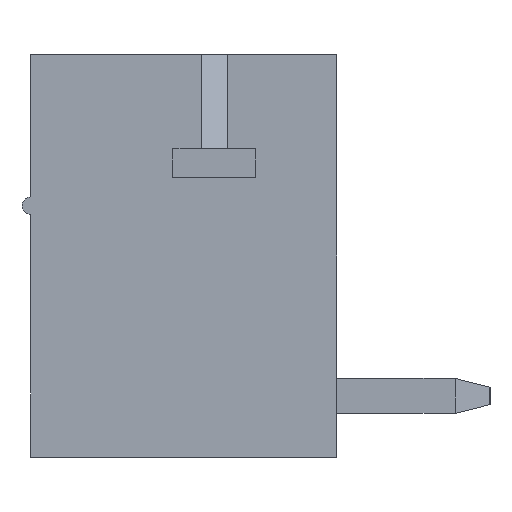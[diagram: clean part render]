
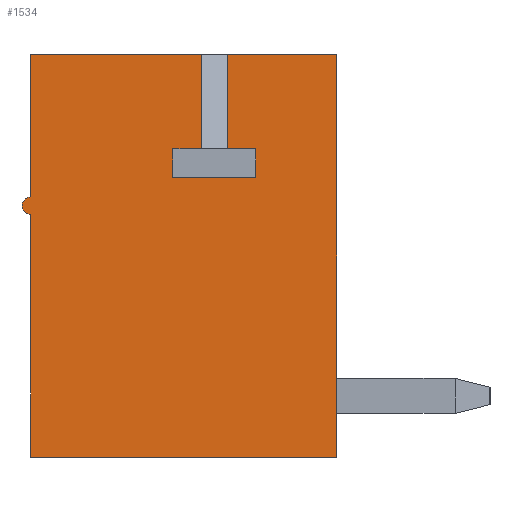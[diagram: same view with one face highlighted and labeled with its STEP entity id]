
A CAD part, left-side view. The second image highlights one B-rep face of the part: STEP entity #1534.
In plain terms, the highlighted planar face has unit normal (-1, 0, 0).
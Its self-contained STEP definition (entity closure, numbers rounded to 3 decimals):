
#1534 = ADVANCED_FACE( '', ( #3181 ), #3182, .F. );
#3181 = FACE_OUTER_BOUND( '', #4950, .T. );
#3182 = PLANE( '', #4951 );
#4950 = EDGE_LOOP( '', ( #9390, #9391, #9392, #9393, #9394, #9395, #9396, #9397, #9398, #9399, #9400, #9401, #9402, #9403 ) );
#4951 = AXIS2_PLACEMENT_3D( '', #9404, #9405, #9406 );
#9390 = ORIENTED_EDGE( '', *, *, #11722, .T. );
#9391 = ORIENTED_EDGE( '', *, *, #11328, .T. );
#9392 = ORIENTED_EDGE( '', *, *, #12060, .F. );
#9393 = ORIENTED_EDGE( '', *, *, #11462, .T. );
#9394 = ORIENTED_EDGE( '', *, *, #12321, .T. );
#9395 = ORIENTED_EDGE( '', *, *, #11301, .T. );
#9396 = ORIENTED_EDGE( '', *, *, #12435, .F. );
#9397 = ORIENTED_EDGE( '', *, *, #12367, .F. );
#9398 = ORIENTED_EDGE( '', *, *, #12055, .F. );
#9399 = ORIENTED_EDGE( '', *, *, #12792, .T. );
#9400 = ORIENTED_EDGE( '', *, *, #12411, .T. );
#9401 = ORIENTED_EDGE( '', *, *, #11464, .T. );
#9402 = ORIENTED_EDGE( '', *, *, #12590, .T. );
#9403 = ORIENTED_EDGE( '', *, *, #12793, .T. );
#9404 = CARTESIAN_POINT( '', ( -23.455, 0., 0. ) );
#9405 = DIRECTION( '', ( 1., 0., 0. ) );
#9406 = DIRECTION( '', ( 0., 0., -1. ) );
#11301 = EDGE_CURVE( '', #13763, #13768, #13770, .T. );
#11328 = EDGE_CURVE( '', #13811, #13813, #13815, .T. );
#11462 = EDGE_CURVE( '', #14032, #14037, #14039, .T. );
#11464 = EDGE_CURVE( '', #14041, #14042, #14043, .T. );
#11722 = EDGE_CURVE( '', #14479, #13811, #14480, .T. );
#12055 = EDGE_CURVE( '', #14076, #15008, #15009, .T. );
#12060 = EDGE_CURVE( '', #14032, #13813, #15017, .T. );
#12321 = EDGE_CURVE( '', #14037, #13763, #15387, .F. );
#12367 = EDGE_CURVE( '', #15008, #15461, #15462, .T. );
#12411 = EDGE_CURVE( '', #15526, #14041, #15527, .T. );
#12435 = EDGE_CURVE( '', #15461, #13768, #15556, .T. );
#12590 = EDGE_CURVE( '', #14042, #15754, #15755, .T. );
#12792 = EDGE_CURVE( '', #14076, #15526, #16004, .T. );
#12793 = EDGE_CURVE( '', #15754, #14479, #16005, .T. );
#13763 = VERTEX_POINT( '', #17296 );
#13768 = VERTEX_POINT( '', #17303 );
#13770 = LINE( '', #17306, #17307 );
#13811 = VERTEX_POINT( '', #17364 );
#13813 = VERTEX_POINT( '', #17367 );
#13815 = LINE( '', #17370, #17371 );
#14032 = VERTEX_POINT( '', #17684 );
#14037 = VERTEX_POINT( '', #17691 );
#14039 = LINE( '', #17694, #17695 );
#14041 = VERTEX_POINT( '', #17697 );
#14042 = VERTEX_POINT( '', #17698 );
#14043 = LINE( '', #17699, #17700 );
#14076 = VERTEX_POINT( '', #17746 );
#14479 = VERTEX_POINT( '', #18331 );
#14480 = LINE( '', #18332, #18333 );
#15008 = VERTEX_POINT( '', #19131 );
#15009 = LINE( '', #19132, #19133 );
#15017 = LINE( '', #19145, #19146 );
#15387 = CIRCLE( '', #19698, 0.2 );
#15461 = VERTEX_POINT( '', #19814 );
#15462 = LINE( '', #19815, #19816 );
#15526 = VERTEX_POINT( '', #19912 );
#15527 = LINE( '', #19913, #19914 );
#15556 = LINE( '', #19958, #19959 );
#15754 = VERTEX_POINT( '', #20265 );
#15755 = LINE( '', #20266, #20267 );
#16004 = LINE( '', #20633, #20634 );
#16005 = LINE( '', #20635, #20636 );
#17296 = CARTESIAN_POINT( '', ( -23.455, 3.4, 0.95 ) );
#17303 = CARTESIAN_POINT( '', ( -23.455, 3.4, -4.6 ) );
#17306 = CARTESIAN_POINT( '', ( -23.455, 3.4, 0. ) );
#17307 = VECTOR( '', #21407, 1000. );
#17364 = CARTESIAN_POINT( '', ( -23.455, -0.5, 2.45 ) );
#17367 = CARTESIAN_POINT( '', ( -23.455, -0.5, 4.6 ) );
#17370 = CARTESIAN_POINT( '', ( -23.455, -0.5, 2.45 ) );
#17371 = VECTOR( '', #21432, 1000. );
#17684 = CARTESIAN_POINT( '', ( -23.455, 3.4, 4.6 ) );
#17691 = CARTESIAN_POINT( '', ( -23.455, 3.4, 1.35 ) );
#17694 = CARTESIAN_POINT( '', ( -23.455, 3.4, 0. ) );
#17695 = VECTOR( '', #21559, 1000. );
#17697 = CARTESIAN_POINT( '', ( -23.455, -1.75, 2.45 ) );
#17698 = CARTESIAN_POINT( '', ( -23.455, -1.75, 1.8 ) );
#17699 = CARTESIAN_POINT( '', ( -23.455, -1.75, 2.45 ) );
#17700 = VECTOR( '', #21560, 1000. );
#17746 = CARTESIAN_POINT( '', ( -23.455, -1.1, 4.6 ) );
#18331 = CARTESIAN_POINT( '', ( -23.455, 0.15, 2.45 ) );
#18332 = CARTESIAN_POINT( '', ( -23.455, 0.15, 2.45 ) );
#18333 = VECTOR( '', #21798, 1000. );
#19131 = CARTESIAN_POINT( '', ( -23.455, -3.6, 4.6 ) );
#19132 = CARTESIAN_POINT( '', ( -23.455, 3.6, 4.6 ) );
#19133 = VECTOR( '', #22111, 1000. );
#19145 = CARTESIAN_POINT( '', ( -23.455, 3.6, 4.6 ) );
#19146 = VECTOR( '', #22116, 1000. );
#19698 = AXIS2_PLACEMENT_3D( '', #22326, #22327, #22328 );
#19814 = CARTESIAN_POINT( '', ( -23.455, -3.6, -4.6 ) );
#19815 = CARTESIAN_POINT( '', ( -23.455, -3.6, 4.6 ) );
#19816 = VECTOR( '', #22371, 1000. );
#19912 = CARTESIAN_POINT( '', ( -23.455, -1.1, 2.45 ) );
#19913 = CARTESIAN_POINT( '', ( -23.455, -1.1, 2.45 ) );
#19914 = VECTOR( '', #22404, 1000. );
#19958 = CARTESIAN_POINT( '', ( -23.455, -3.6, -4.6 ) );
#19959 = VECTOR( '', #22420, 1000. );
#20265 = CARTESIAN_POINT( '', ( -23.455, 0.15, 1.8 ) );
#20266 = CARTESIAN_POINT( '', ( -23.455, -1.75, 1.8 ) );
#20267 = VECTOR( '', #22544, 1000. );
#20633 = CARTESIAN_POINT( '', ( -23.455, -1.1, 4.6 ) );
#20634 = VECTOR( '', #22686, 1000. );
#20635 = CARTESIAN_POINT( '', ( -23.455, 0.15, 1.8 ) );
#20636 = VECTOR( '', #22687, 1000. );
#21407 = DIRECTION( '', ( 0., 0., -1. ) );
#21432 = DIRECTION( '', ( 0., 0., 1. ) );
#21559 = DIRECTION( '', ( 0., 0., -1. ) );
#21560 = DIRECTION( '', ( 0., 0., -1. ) );
#21798 = DIRECTION( '', ( 0., -1., 0. ) );
#22111 = DIRECTION( '', ( 0., -1., 0. ) );
#22116 = DIRECTION( '', ( 0., -1., 0. ) );
#22326 = CARTESIAN_POINT( '', ( -23.455, 3.4, 1.15 ) );
#22327 = DIRECTION( '', ( 1., 0., 0. ) );
#22328 = DIRECTION( '', ( 0., 0., -1. ) );
#22371 = DIRECTION( '', ( 0., 0., -1. ) );
#22404 = DIRECTION( '', ( 0., -1., 0. ) );
#22420 = DIRECTION( '', ( 0., 1., 0. ) );
#22544 = DIRECTION( '', ( 0., 1., 0. ) );
#22686 = DIRECTION( '', ( 0., 0., -1. ) );
#22687 = DIRECTION( '', ( 0., 0., 1. ) );
